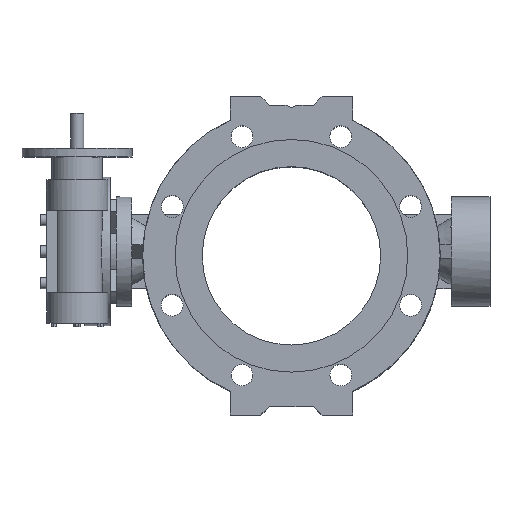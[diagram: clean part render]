
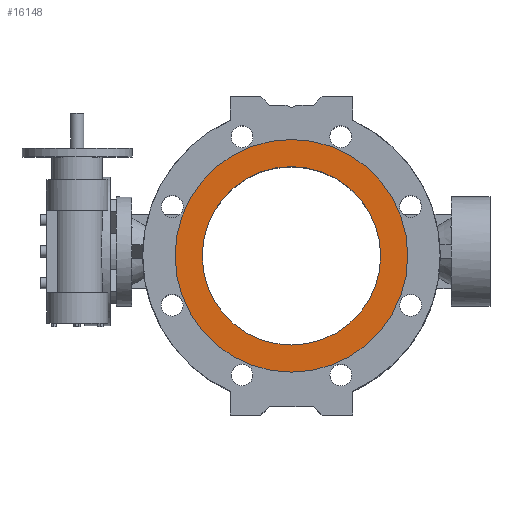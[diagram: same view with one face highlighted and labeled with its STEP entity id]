
A CAD part, top view. The second image highlights one B-rep face of the part: STEP entity #16148.
In plain terms, the highlighted planar face has unit normal (0, 0, 1).
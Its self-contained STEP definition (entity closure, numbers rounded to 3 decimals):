
#419 = CARTESIAN_POINT ( 'NONE',  ( 0., -5., 115. ) ) ;
#424 = PLANE ( 'NONE',  #13671 ) ;
#432 = DIRECTION ( 'NONE',  ( 0., 0., -1. ) ) ;
#434 = DIRECTION ( 'NONE',  ( 0., 1., 0. ) ) ;
#616 = CARTESIAN_POINT ( 'NONE',  ( 0., -5., 115. ) ) ;
#617 = DIRECTION ( 'NONE',  ( 0., 0., -1. ) ) ;
#619 = DIRECTION ( 'NONE',  ( 0., 1., 0. ) ) ;
#1066 = CARTESIAN_POINT ( 'NONE',  ( 0., -5., 115. ) ) ;
#1067 = DIRECTION ( 'NONE',  ( 0., 0., -1. ) ) ;
#1068 = DIRECTION ( 'NONE',  ( 0., 1., 0. ) ) ;
#2050 = ORIENTED_EDGE ( 'NONE', *, *, #16318, .T. ) ;
#2146 = ORIENTED_EDGE ( 'NONE', *, *, #16184, .F. ) ;
#6619 = EDGE_LOOP ( 'NONE', ( #2050 ) ) ;
#6655 = EDGE_LOOP ( 'NONE', ( #2146 ) ) ;
#7765 = CARTESIAN_POINT ( 'NONE',  ( 0., 128., 115. ) ) ;
#7786 = CARTESIAN_POINT ( 'NONE',  ( 0., 97., 115. ) ) ;
#10434 = FACE_OUTER_BOUND ( 'NONE', #6655, .T. ) ;
#10438 = FACE_BOUND ( 'NONE', #6619, .T. ) ;
#10497 = CIRCLE ( 'NONE', #13648, 133. ) ;
#10701 = CIRCLE ( 'NONE', #13597, 102. ) ;
#11150 = VERTEX_POINT ( 'NONE', #7765 ) ;
#11180 = VERTEX_POINT ( 'NONE', #7786 ) ;
#13597 = AXIS2_PLACEMENT_3D ( 'NONE', #1066, #1067, #1068 ) ;
#13648 = AXIS2_PLACEMENT_3D ( 'NONE', #616, #617, #619 ) ;
#13671 = AXIS2_PLACEMENT_3D ( 'NONE', #419, #432, #434 ) ;
#16148 = ADVANCED_FACE ( 'NONE', ( #10434, #10438 ), #424, .F. ) ;
#16184 = EDGE_CURVE ( 'NONE', #11150, #11150, #10497, .T. ) ;
#16318 = EDGE_CURVE ( 'NONE', #11180, #11180, #10701, .T. ) ;
